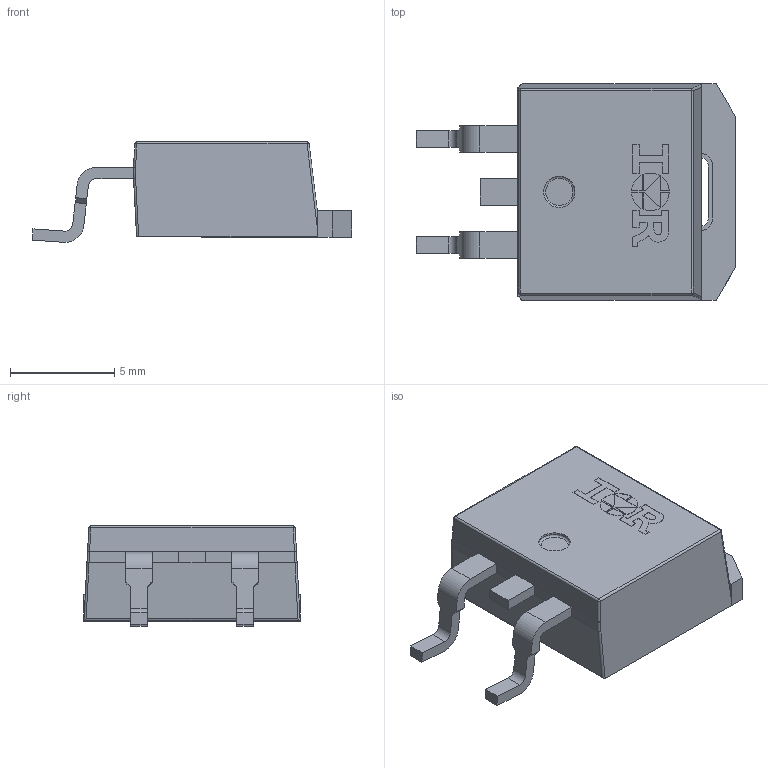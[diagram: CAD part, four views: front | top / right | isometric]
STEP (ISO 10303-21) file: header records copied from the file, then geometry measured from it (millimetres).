
FILE_DESCRIPTION(/* description */ (''),/* implementation_level */ '2;1');
FILE_NAME(/* name */ 'PG-TO263-3-904_Z8B00210010_V07_3D.stp',/* time_stamp */ '2023-01-16T14:29:00+06:00',/* author */ ('Subramani'),/* organization */ (''),/* preprocessor_version */ 'ST-DEVELOPER v16.13',/* originating_system */ 'AutoCAD Mechanical',/* authorisation */ '');
FILE_SCHEMA (('AUTOMOTIVE_DESIGN { 1 0 10303 214 3 1 1 }'));
Length unit declared in the file: millimetre
Products named in the file (1): Product
Bounding box: 15.3 x 10.35 x 4.82 mm (x, y, z)
Volume: 478.7 mm3; surface area: 577.6 mm2
Topology: 11 solids, 11 shells, 163 faces, 405 edges, 262 vertices
Faces by surface type: plane 116, cylinder 42, sphere 4, torus 1
Full cylindrical faces by diameter (mm): 1.5 x1
Entity records: 4838 total; most frequent: CARTESIAN_POINT 870, DIRECTION 806, ORIENTED_EDGE 798, EDGE_CURVE 399, LINE 318, VECTOR 318, VERTEX_POINT 262, AXIS2_PLACEMENT_3D 244
